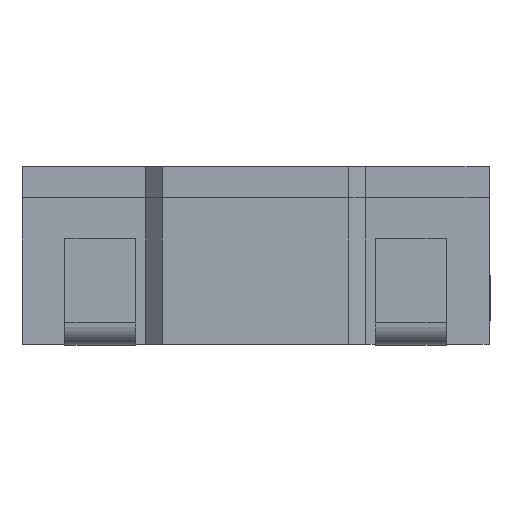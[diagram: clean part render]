
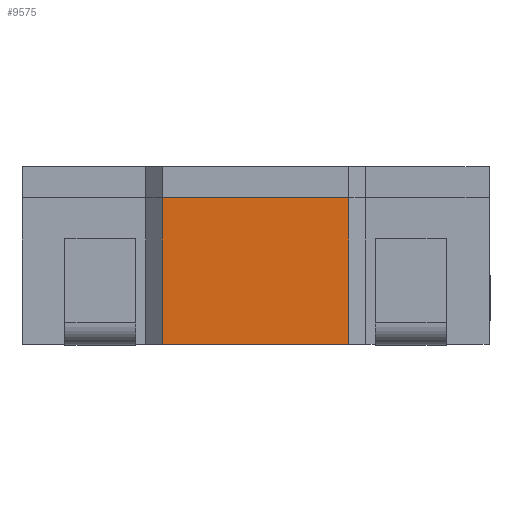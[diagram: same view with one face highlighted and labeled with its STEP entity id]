
A CAD part, left-side view. The second image highlights one B-rep face of the part: STEP entity #9575.
In plain terms, the highlighted planar face has unit normal (-1, 0, 0).
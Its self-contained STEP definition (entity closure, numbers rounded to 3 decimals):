
#84 = PLANE('',#85);
#85 = AXIS2_PLACEMENT_3D('',#86,#87,#88);
#86 = CARTESIAN_POINT('',(-0.06,0.,
    0.01));
#87 = DIRECTION('',(0.,-0.,-1.));
#88 = DIRECTION('',(0.,1.,0.));
#6682 = VERTEX_POINT('',#6683);
#6683 = CARTESIAN_POINT('',(-2.6,-1.05,
    0.01));
#6697 = PLANE('',#6698);
#6698 = AXIS2_PLACEMENT_3D('',#6699,#6700,#6701);
#6699 = CARTESIAN_POINT('',(-2.6,-1.05,
    2.01));
#6700 = DIRECTION('',(0.707,0.707,0.));
#6701 = DIRECTION('',(-0.707,0.707,0.));
#6709 = EDGE_CURVE('',#6710,#6682,#6712,.T.);
#6710 = VERTEX_POINT('',#6711);
#6711 = CARTESIAN_POINT('',(-2.6,1.05,
    0.01));
#6712 = SURFACE_CURVE('',#6713,(#6717,#6724),.PCURVE_S1.);
#6713 = LINE('',#6714,#6715);
#6714 = CARTESIAN_POINT('',(-2.6,1.05,
    0.01));
#6715 = VECTOR('',#6716,1.);
#6716 = DIRECTION('',(0.,-1.,0.));
#6717 = PCURVE('',#84,#6718);
#6718 = DEFINITIONAL_REPRESENTATION('',(#6719),#6723);
#6719 = LINE('',#6720,#6721);
#6720 = CARTESIAN_POINT('',(1.05,-2.54));
#6721 = VECTOR('',#6722,1.);
#6722 = DIRECTION('',(-1.,0.));
#6723 = ( GEOMETRIC_REPRESENTATION_CONTEXT(2) 
PARAMETRIC_REPRESENTATION_CONTEXT() REPRESENTATION_CONTEXT('2D SPACE',''
  ) );
#6724 = PCURVE('',#6725,#6730);
#6725 = PLANE('',#6726);
#6726 = AXIS2_PLACEMENT_3D('',#6727,#6728,#6729);
#6727 = CARTESIAN_POINT('',(-2.6,1.05,
    2.01));
#6728 = DIRECTION('',(1.,0.,0.));
#6729 = DIRECTION('',(0.,0.,1.));
#6730 = DEFINITIONAL_REPRESENTATION('',(#6731),#6735);
#6731 = LINE('',#6732,#6733);
#6732 = CARTESIAN_POINT('',(-2.,-0.));
#6733 = VECTOR('',#6734,1.);
#6734 = DIRECTION('',(0.,1.));
#6735 = ( GEOMETRIC_REPRESENTATION_CONTEXT(2) 
PARAMETRIC_REPRESENTATION_CONTEXT() REPRESENTATION_CONTEXT('2D SPACE',''
  ) );
#6751 = PLANE('',#6752);
#6752 = AXIS2_PLACEMENT_3D('',#6753,#6754,#6755);
#6753 = CARTESIAN_POINT('',(-2.41,1.24,
    2.01));
#6754 = DIRECTION('',(0.707,-0.707,0.));
#6755 = DIRECTION('',(0.707,0.707,0.));
#8927 = VERTEX_POINT('',#8928);
#8928 = CARTESIAN_POINT('',(-2.6,-1.05,
    1.66));
#8987 = PLANE('',#8988);
#8988 = AXIS2_PLACEMENT_3D('',#8989,#8990,#8991);
#8989 = CARTESIAN_POINT('',(-2.6,1.05,
    2.01));
#8990 = DIRECTION('',(1.,0.,0.));
#8991 = DIRECTION('',(0.,0.,1.));
#9002 = EDGE_CURVE('',#8927,#9003,#9005,.T.);
#9003 = VERTEX_POINT('',#9004);
#9004 = CARTESIAN_POINT('',(-2.6,1.05,
    1.66));
#9005 = SURFACE_CURVE('',#9006,(#9010,#9017),.PCURVE_S1.);
#9006 = LINE('',#9007,#9008);
#9007 = CARTESIAN_POINT('',(-2.6,1.05,
    1.66));
#9008 = VECTOR('',#9009,1.);
#9009 = DIRECTION('',(0.,1.,0.));
#9010 = PCURVE('',#8987,#9011);
#9011 = DEFINITIONAL_REPRESENTATION('',(#9012),#9016);
#9012 = LINE('',#9013,#9014);
#9013 = CARTESIAN_POINT('',(-0.35,-0.));
#9014 = VECTOR('',#9015,1.);
#9015 = DIRECTION('',(0.,-1.));
#9016 = ( GEOMETRIC_REPRESENTATION_CONTEXT(2) 
PARAMETRIC_REPRESENTATION_CONTEXT() REPRESENTATION_CONTEXT('2D SPACE',''
  ) );
#9017 = PCURVE('',#6725,#9018);
#9018 = DEFINITIONAL_REPRESENTATION('',(#9019),#9023);
#9019 = LINE('',#9020,#9021);
#9020 = CARTESIAN_POINT('',(-0.35,-0.));
#9021 = VECTOR('',#9022,1.);
#9022 = DIRECTION('',(0.,-1.));
#9023 = ( GEOMETRIC_REPRESENTATION_CONTEXT(2) 
PARAMETRIC_REPRESENTATION_CONTEXT() REPRESENTATION_CONTEXT('2D SPACE',''
  ) );
#9552 = EDGE_CURVE('',#9003,#6710,#9553,.T.);
#9553 = SURFACE_CURVE('',#9554,(#9558,#9565),.PCURVE_S1.);
#9554 = LINE('',#9555,#9556);
#9555 = CARTESIAN_POINT('',(-2.6,1.05,
    2.01));
#9556 = VECTOR('',#9557,1.);
#9557 = DIRECTION('',(0.,0.,-1.));
#9558 = PCURVE('',#6751,#9559);
#9559 = DEFINITIONAL_REPRESENTATION('',(#9560),#9564);
#9560 = LINE('',#9561,#9562);
#9561 = CARTESIAN_POINT('',(-0.268,0.));
#9562 = VECTOR('',#9563,1.);
#9563 = DIRECTION('',(0.,-1.));
#9564 = ( GEOMETRIC_REPRESENTATION_CONTEXT(2) 
PARAMETRIC_REPRESENTATION_CONTEXT() REPRESENTATION_CONTEXT('2D SPACE',''
  ) );
#9565 = PCURVE('',#6725,#9566);
#9566 = DEFINITIONAL_REPRESENTATION('',(#9567),#9571);
#9567 = LINE('',#9568,#9569);
#9568 = CARTESIAN_POINT('',(0.,0.));
#9569 = VECTOR('',#9570,1.);
#9570 = DIRECTION('',(-1.,-0.));
#9571 = ( GEOMETRIC_REPRESENTATION_CONTEXT(2) 
PARAMETRIC_REPRESENTATION_CONTEXT() REPRESENTATION_CONTEXT('2D SPACE',''
  ) );
#9575 = ADVANCED_FACE('',(#9576),#6725,.F.);
#9576 = FACE_BOUND('',#9577,.T.);
#9577 = EDGE_LOOP('',(#9578,#9599,#9600,#9601));
#9578 = ORIENTED_EDGE('',*,*,#9579,.F.);
#9579 = EDGE_CURVE('',#8927,#6682,#9580,.T.);
#9580 = SURFACE_CURVE('',#9581,(#9585,#9592),.PCURVE_S1.);
#9581 = LINE('',#9582,#9583);
#9582 = CARTESIAN_POINT('',(-2.6,-1.05,
    2.01));
#9583 = VECTOR('',#9584,1.);
#9584 = DIRECTION('',(0.,0.,-1.));
#9585 = PCURVE('',#6725,#9586);
#9586 = DEFINITIONAL_REPRESENTATION('',(#9587),#9591);
#9587 = LINE('',#9588,#9589);
#9588 = CARTESIAN_POINT('',(0.,2.1));
#9589 = VECTOR('',#9590,1.);
#9590 = DIRECTION('',(-1.,-0.));
#9591 = ( GEOMETRIC_REPRESENTATION_CONTEXT(2) 
PARAMETRIC_REPRESENTATION_CONTEXT() REPRESENTATION_CONTEXT('2D SPACE',''
  ) );
#9592 = PCURVE('',#6697,#9593);
#9593 = DEFINITIONAL_REPRESENTATION('',(#9594),#9598);
#9594 = LINE('',#9595,#9596);
#9595 = CARTESIAN_POINT('',(0.,0.));
#9596 = VECTOR('',#9597,1.);
#9597 = DIRECTION('',(0.,-1.));
#9598 = ( GEOMETRIC_REPRESENTATION_CONTEXT(2) 
PARAMETRIC_REPRESENTATION_CONTEXT() REPRESENTATION_CONTEXT('2D SPACE',''
  ) );
#9599 = ORIENTED_EDGE('',*,*,#9002,.T.);
#9600 = ORIENTED_EDGE('',*,*,#9552,.T.);
#9601 = ORIENTED_EDGE('',*,*,#6709,.T.);
